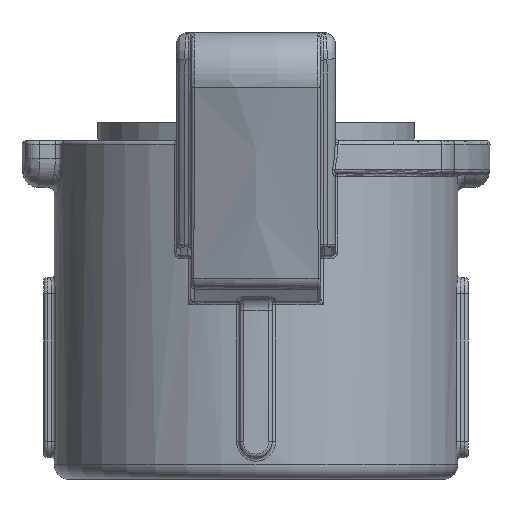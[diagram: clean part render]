
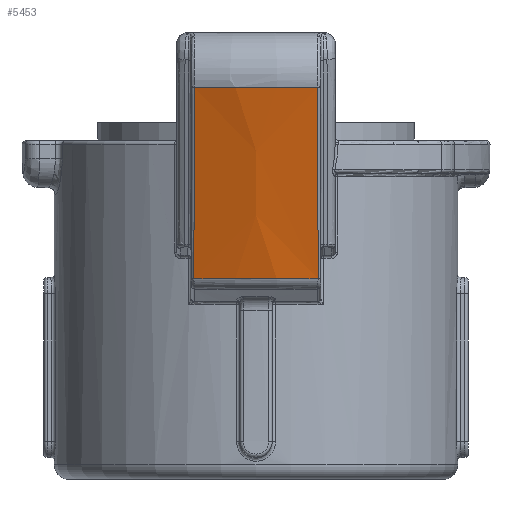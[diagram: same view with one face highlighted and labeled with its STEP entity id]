
A CAD part, front view. The second image highlights one B-rep face of the part: STEP entity #5453.
In plain terms, the highlighted conical face has half-angle 15 degrees and reference radius 39.579 mm.
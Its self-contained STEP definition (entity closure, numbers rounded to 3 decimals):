
#227=CONICAL_SURFACE('',#5982,39.579,0.262);
#269=B_SPLINE_CURVE_WITH_KNOTS('',3,(#8222,#8223,#8224,#8225),
 .UNSPECIFIED.,.F.,.F.,(4,4),(-2.761,0.),.UNSPECIFIED.);
#288=B_SPLINE_CURVE_WITH_KNOTS('',3,(#8555,#8556,#8557,#8558),
 .UNSPECIFIED.,.F.,.F.,(4,4),(-2.761,0.),.UNSPECIFIED.);
#881=FACE_OUTER_BOUND('',#1221,.T.);
#1221=EDGE_LOOP('',(#4627,#4628,#4629,#4630));
#1869=CIRCLE('',#5981,36.161);
#1870=CIRCLE('',#5983,43.296);
#1980=VERTEX_POINT('',#8187);
#1982=VERTEX_POINT('',#8220);
#2000=VERTEX_POINT('',#8518);
#2002=VERTEX_POINT('',#8553);
#2482=EDGE_CURVE('',#1982,#1980,#269,.T.);
#2511=EDGE_CURVE('',#2002,#2000,#288,.T.);
#3109=EDGE_CURVE('',#1980,#2002,#1869,.T.);
#3110=EDGE_CURVE('',#2000,#1982,#1870,.T.);
#4627=ORIENTED_EDGE('',*,*,#2482,.F.);
#4628=ORIENTED_EDGE('',*,*,#3110,.F.);
#4629=ORIENTED_EDGE('',*,*,#2511,.F.);
#4630=ORIENTED_EDGE('',*,*,#3109,.F.);
#5453=ADVANCED_FACE('',(#881),#227,.T.);
#5981=AXIS2_PLACEMENT_3D('',#14217,#7161,#7162);
#5982=AXIS2_PLACEMENT_3D('',#14218,#7163,#7164);
#5983=AXIS2_PLACEMENT_3D('',#14219,#7165,#7166);
#7161=DIRECTION('center_axis',(0.,0.,-1.));
#7162=DIRECTION('ref_axis',(0.,-1.,0.));
#7163=DIRECTION('center_axis',(0.,0.,1.));
#7164=DIRECTION('ref_axis',(0.,-1.,0.));
#7165=DIRECTION('center_axis',(0.,0.,1.));
#7166=DIRECTION('ref_axis',(0.,-1.,0.));
#8187=CARTESIAN_POINT('',(8.615,-35.12,-19.18));
#8220=CARTESIAN_POINT('',(8.596,-42.434,7.447));
#8222=CARTESIAN_POINT('Ctrl Pts',(8.596,-42.434,7.447));
#8223=CARTESIAN_POINT('Ctrl Pts',(8.601,-40.005,-1.431));
#8224=CARTESIAN_POINT('Ctrl Pts',(8.607,-37.569,-10.307));
#8225=CARTESIAN_POINT('Ctrl Pts',(8.615,-35.12,-19.18));
#8518=CARTESIAN_POINT('',(-8.596,-42.434,7.447));
#8553=CARTESIAN_POINT('',(-8.615,-35.12,-19.18));
#8555=CARTESIAN_POINT('Ctrl Pts',(-8.615,-35.12,-19.18));
#8556=CARTESIAN_POINT('Ctrl Pts',(-8.607,-37.569,-10.307));
#8557=CARTESIAN_POINT('Ctrl Pts',(-8.601,-40.005,-1.431));
#8558=CARTESIAN_POINT('Ctrl Pts',(-8.596,-42.434,7.447));
#14217=CARTESIAN_POINT('Origin',(0.,0.,-19.18));
#14218=CARTESIAN_POINT('Origin',(0.,0.,-6.424));
#14219=CARTESIAN_POINT('Origin',(0.,0.,7.447));
